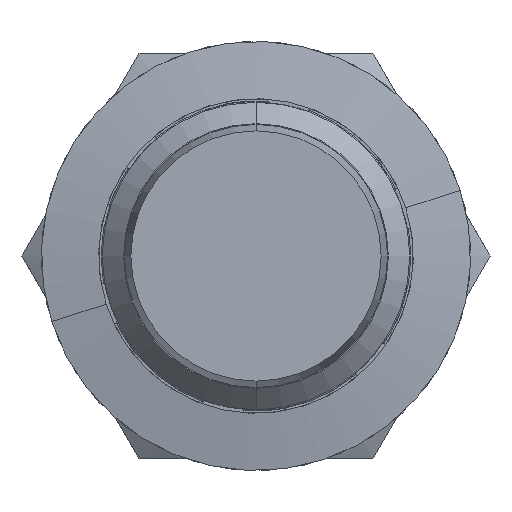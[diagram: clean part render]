
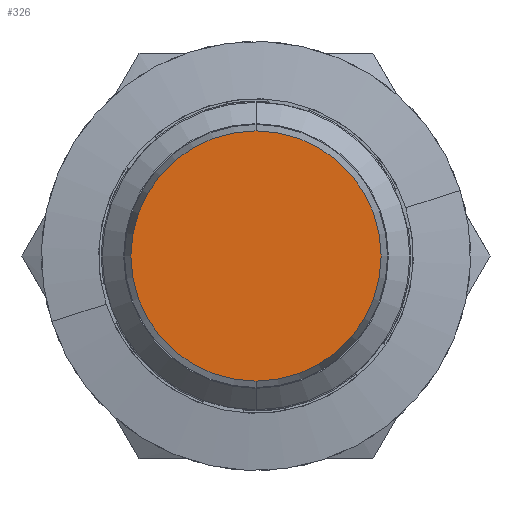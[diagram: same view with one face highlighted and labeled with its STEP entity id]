
A CAD part, front view. The second image highlights one B-rep face of the part: STEP entity #326.
In plain terms, the highlighted planar face has unit normal (0, -1, 0).
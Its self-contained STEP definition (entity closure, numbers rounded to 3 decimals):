
#89 = ORIENTED_EDGE ( 'NONE', *, *, #5624, .T. ) ;
#90 = ORIENTED_EDGE ( 'NONE', *, *, #4501, .T. ) ;
#326 = ADVANCED_FACE ( 'NONE', ( #4791 ), #2010, .T. ) ;
#589 = AXIS2_PLACEMENT_3D ( 'NONE', #4374, #4375, #4376 ) ;
#637 = AXIS2_PLACEMENT_3D ( 'NONE', #3759, #3760, #3761 ) ;
#1253 = AXIS2_PLACEMENT_3D ( 'NONE', #2030, #2031, #2032 ) ;
#1654 = CIRCLE ( 'NONE', #589, 5.266 ) ;
#1786 = CIRCLE ( 'NONE', #637, 5.266 ) ;
#2010 = PLANE ( 'NONE',  #1253 ) ;
#2030 = CARTESIAN_POINT ( 'NONE',  ( 0., -0.055, 0. ) ) ;
#2031 = DIRECTION ( 'NONE',  ( 0., -1., 0. ) ) ;
#2032 = DIRECTION ( 'NONE',  ( 0., 0., -1. ) ) ;
#3057 = EDGE_LOOP ( 'NONE', ( #89, #90 ) ) ;
#3557 = CARTESIAN_POINT ( 'NONE',  ( 0., -0.055, -5.266 ) ) ;
#3558 = CARTESIAN_POINT ( 'NONE',  ( 0., -0.055, 5.266 ) ) ;
#3759 = CARTESIAN_POINT ( 'NONE',  ( 0., -0.055, 0. ) ) ;
#3760 = DIRECTION ( 'NONE',  ( 0., -1., 0. ) ) ;
#3761 = DIRECTION ( 'NONE',  ( 0., 0., -1. ) ) ;
#4374 = CARTESIAN_POINT ( 'NONE',  ( 0., -0.055, 0. ) ) ;
#4375 = DIRECTION ( 'NONE',  ( 0., -1., 0. ) ) ;
#4376 = DIRECTION ( 'NONE',  ( 0., 0., -1. ) ) ;
#4501 = EDGE_CURVE ( 'NONE', #5198, #5199, #1654, .T. ) ;
#4791 = FACE_OUTER_BOUND ( 'NONE', #3057, .T. ) ;
#5198 = VERTEX_POINT ( 'NONE', #3557 ) ;
#5199 = VERTEX_POINT ( 'NONE', #3558 ) ;
#5624 = EDGE_CURVE ( 'NONE', #5199, #5198, #1786, .T. ) ;
